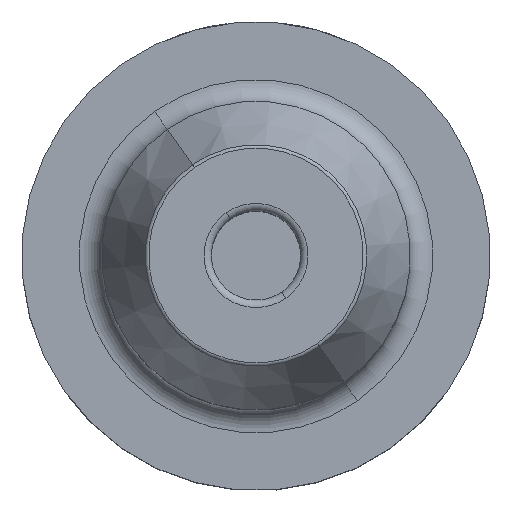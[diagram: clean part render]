
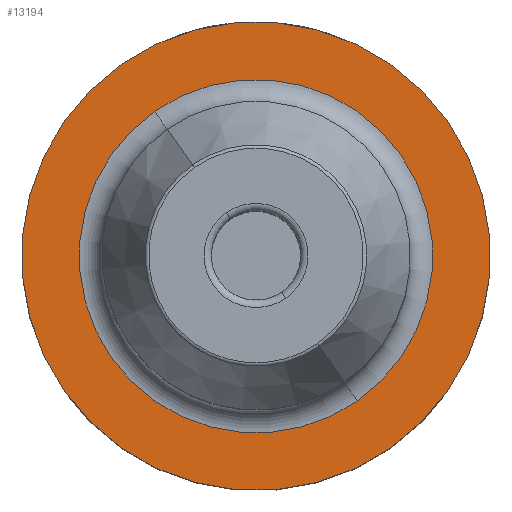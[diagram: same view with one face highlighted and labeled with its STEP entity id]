
A CAD part, top view. The second image highlights one B-rep face of the part: STEP entity #13194.
In plain terms, the highlighted planar face has unit normal (0, 0, 1).
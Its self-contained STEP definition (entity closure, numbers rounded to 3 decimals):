
#288=CARTESIAN_POINT('',(0.,0.,25.95));
#289=DIRECTION('',(0.,0.,1.));
#290=DIRECTION('',(-0.574,0.819,0.));
#291=AXIS2_PLACEMENT_3D('',#288,#289,#290);
#296=CARTESIAN_POINT('',(0.,0.,25.95));
#297=DIRECTION('',(0.,0.,-1.));
#298=DIRECTION('',(-0.574,0.819,0.));
#299=AXIS2_PLACEMENT_3D('',#296,#297,#298);
#318=CARTESIAN_POINT('',(0.,0.,25.95));
#319=DIRECTION('',(0.,0.,-1.));
#320=DIRECTION('',(-0.574,0.819,0.));
#321=AXIS2_PLACEMENT_3D('',#318,#319,#320);
#326=CARTESIAN_POINT('',(0.,0.,25.95));
#327=DIRECTION('',(0.,0.,1.));
#328=DIRECTION('',(-0.574,0.819,0.));
#329=AXIS2_PLACEMENT_3D('',#326,#327,#328);
#12697=CARTESIAN_POINT('',(-13.622,19.455,25.95));
#12698=VERTEX_POINT('',#12697);
#12699=CARTESIAN_POINT('',(-18.068,25.803,25.95));
#12701=VERTEX_POINT('',#12699);
#12769=CARTESIAN_POINT('',(13.622,-19.455,25.95));
#12770=VERTEX_POINT('',#12769);
#12771=CARTESIAN_POINT('',(18.068,-25.803,25.95));
#12773=VERTEX_POINT('',#12771);
#13179=CARTESIAN_POINT('',(0.,0.,25.95));
#13180=DIRECTION('',(0.,0.,1.));
#13181=DIRECTION('',(0.574,-0.819,0.));
#13182=AXIS2_PLACEMENT_3D('',#13179,#13180,#13181);
#13183=PLANE('',#13182);
#13185=ORIENTED_EDGE('',*,*,#13184,.T.);
#13187=ORIENTED_EDGE('',*,*,#13186,.F.);
#13188=EDGE_LOOP('',(#13185,#13187));
#13189=FACE_OUTER_BOUND('',#13188,.F.);
#13190=ORIENTED_EDGE('',*,*,#13161,.T.);
#13191=ORIENTED_EDGE('',*,*,#13172,.F.);
#13192=EDGE_LOOP('',(#13190,#13191));
#13193=FACE_BOUND('',#13192,.F.);
#13194=ADVANCED_FACE('',(#13189,#13193),#13183,.T.);
#292=CIRCLE('',#291,23.75);
#300=CIRCLE('',#299,23.75);
#322=CIRCLE('',#321,31.5);
#330=CIRCLE('',#329,31.5);
#13161=EDGE_CURVE('',#12698,#12770,#292,.T.);
#13172=EDGE_CURVE('',#12698,#12770,#300,.T.);
#13184=EDGE_CURVE('',#12701,#12773,#322,.T.);
#13186=EDGE_CURVE('',#12701,#12773,#330,.T.);
